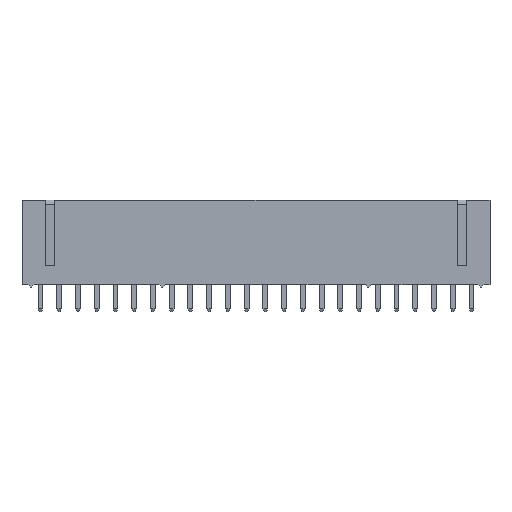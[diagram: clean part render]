
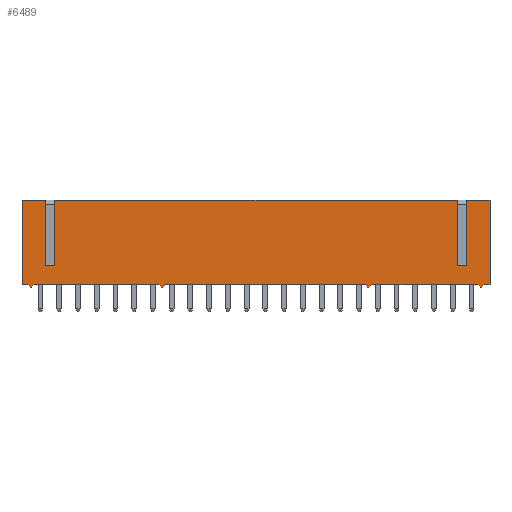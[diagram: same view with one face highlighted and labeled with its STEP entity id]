
A CAD part, front view. The second image highlights one B-rep face of the part: STEP entity #6489.
In plain terms, the highlighted planar face has unit normal (0, -1, 0).
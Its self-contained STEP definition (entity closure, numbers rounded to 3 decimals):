
#9=DIRECTION('',(1.,0.,0.));
#10=VECTOR('',#9,3.135);
#11=CARTESIAN_POINT('',(-31.71,-2.55,0.));
#12=LINE('',#11,#10);
#73=DIRECTION('',(1.,0.,0.));
#74=VECTOR('',#73,3.135);
#75=CARTESIAN_POINT('',(28.575,-2.55,0.));
#76=LINE('',#75,#74);
#121=DIRECTION('',(1.,0.,0.));
#122=VECTOR('',#121,54.61);
#123=CARTESIAN_POINT('',(-27.305,-2.55,0.));
#124=LINE('',#123,#122);
#233=DIRECTION('',(-0.707,0.,-0.707));
#234=VECTOR('',#233,0.537);
#235=CARTESIAN_POINT('',(-30.035,-2.55,-11.43));
#236=LINE('',#235,#234);
#237=DIRECTION('',(-1.,0.,0.));
#238=VECTOR('',#237,0.13);
#239=CARTESIAN_POINT('',(-30.415,-2.55,-11.81));
#240=LINE('',#239,#238);
#241=DIRECTION('',(-0.707,0.,0.707));
#242=VECTOR('',#241,0.537);
#243=CARTESIAN_POINT('',(-30.545,-2.55,-11.81));
#244=LINE('',#243,#242);
#245=DIRECTION('',(0.,0.,-1.));
#246=VECTOR('',#245,11.43);
#247=CARTESIAN_POINT('',(-31.71,-2.55,0.));
#248=LINE('',#247,#246);
#249=DIRECTION('',(0.,0.,-1.));
#250=VECTOR('',#249,8.89);
#251=CARTESIAN_POINT('',(-28.575,-2.55,0.));
#252=LINE('',#251,#250);
#253=DIRECTION('',(1.,0.,0.));
#254=VECTOR('',#253,1.27);
#255=CARTESIAN_POINT('',(-28.575,-2.55,-8.89));
#256=LINE('',#255,#254);
#257=DIRECTION('',(0.,0.,-1.));
#258=VECTOR('',#257,8.89);
#259=CARTESIAN_POINT('',(-27.305,-2.55,0.));
#260=LINE('',#259,#258);
#261=DIRECTION('',(0.,0.,-1.));
#262=VECTOR('',#261,8.89);
#263=CARTESIAN_POINT('',(27.305,-2.55,0.));
#264=LINE('',#263,#262);
#265=DIRECTION('',(1.,0.,0.));
#266=VECTOR('',#265,1.27);
#267=CARTESIAN_POINT('',(27.305,-2.55,-8.89));
#268=LINE('',#267,#266);
#269=DIRECTION('',(0.,0.,-1.));
#270=VECTOR('',#269,8.89);
#271=CARTESIAN_POINT('',(28.575,-2.55,0.));
#272=LINE('',#271,#270);
#273=DIRECTION('',(-0.707,0.,-0.707));
#274=VECTOR('',#273,0.537);
#275=CARTESIAN_POINT('',(30.925,-2.55,-11.43));
#276=LINE('',#275,#274);
#277=DIRECTION('',(-1.,0.,0.));
#278=VECTOR('',#277,0.13);
#279=CARTESIAN_POINT('',(30.545,-2.55,-11.81));
#280=LINE('',#279,#278);
#281=DIRECTION('',(-0.707,0.,0.707));
#282=VECTOR('',#281,0.537);
#283=CARTESIAN_POINT('',(30.415,-2.55,-11.81));
#284=LINE('',#283,#282);
#285=DIRECTION('',(-0.707,0.,-0.707));
#286=VECTOR('',#285,0.537);
#287=CARTESIAN_POINT('',(15.685,-2.55,-11.43));
#288=LINE('',#287,#286);
#289=DIRECTION('',(-1.,0.,0.));
#290=VECTOR('',#289,0.13);
#291=CARTESIAN_POINT('',(15.305,-2.55,-11.81));
#292=LINE('',#291,#290);
#293=DIRECTION('',(-0.707,0.,0.707));
#294=VECTOR('',#293,0.537);
#295=CARTESIAN_POINT('',(15.175,-2.55,-11.81));
#296=LINE('',#295,#294);
#297=DIRECTION('',(-0.707,0.,-0.707));
#298=VECTOR('',#297,0.537);
#299=CARTESIAN_POINT('',(-12.255,-2.55,-11.43));
#300=LINE('',#299,#298);
#301=DIRECTION('',(-1.,0.,0.));
#302=VECTOR('',#301,0.13);
#303=CARTESIAN_POINT('',(-12.635,-2.55,-11.81));
#304=LINE('',#303,#302);
#305=DIRECTION('',(-0.707,0.,0.707));
#306=VECTOR('',#305,0.537);
#307=CARTESIAN_POINT('',(-12.765,-2.55,-11.81));
#308=LINE('',#307,#306);
#313=DIRECTION('',(1.,0.,0.));
#314=VECTOR('',#313,0.785);
#315=CARTESIAN_POINT('',(30.925,-2.55,-11.43));
#316=LINE('',#315,#314);
#345=DIRECTION('',(1.,0.,0.));
#346=VECTOR('',#345,14.35);
#347=CARTESIAN_POINT('',(15.685,-2.55,-11.43));
#348=LINE('',#347,#346);
#361=DIRECTION('',(1.,0.,0.));
#362=VECTOR('',#361,27.05);
#363=CARTESIAN_POINT('',(-12.255,-2.55,-11.43));
#364=LINE('',#363,#362);
#377=DIRECTION('',(1.,0.,0.));
#378=VECTOR('',#377,16.89);
#379=CARTESIAN_POINT('',(-30.035,-2.55,-11.43));
#380=LINE('',#379,#378);
#417=DIRECTION('',(1.,0.,0.));
#418=VECTOR('',#417,0.785);
#419=CARTESIAN_POINT('',(-31.71,-2.55,-11.43));
#420=LINE('',#419,#418);
#953=DIRECTION('',(0.,0.,-1.));
#954=VECTOR('',#953,11.43);
#955=CARTESIAN_POINT('',(31.71,-2.55,0.));
#956=LINE('',#955,#954);
#4682=CARTESIAN_POINT('',(-31.71,-2.55,0.));
#4684=VERTEX_POINT('',#4682);
#4690=CARTESIAN_POINT('',(-31.71,-2.55,-11.43));
#4692=VERTEX_POINT('',#4690);
#4705=CARTESIAN_POINT('',(31.71,-2.55,0.));
#4707=VERTEX_POINT('',#4705);
#4721=CARTESIAN_POINT('',(31.71,-2.55,-11.43));
#4723=VERTEX_POINT('',#4721);
#4769=CARTESIAN_POINT('',(-28.575,-2.55,-8.89));
#4770=CARTESIAN_POINT('',(-27.305,-2.55,-8.89));
#4771=VERTEX_POINT('',#4769);
#4772=VERTEX_POINT('',#4770);
#4773=CARTESIAN_POINT('',(27.305,-2.55,-8.89));
#4774=CARTESIAN_POINT('',(28.575,-2.55,-8.89));
#4775=VERTEX_POINT('',#4773);
#4776=VERTEX_POINT('',#4774);
#4777=CARTESIAN_POINT('',(-28.575,-2.55,0.));
#4778=VERTEX_POINT('',#4777);
#4779=CARTESIAN_POINT('',(-27.305,-2.55,0.));
#4780=VERTEX_POINT('',#4779);
#4781=CARTESIAN_POINT('',(27.305,-2.55,0.));
#4782=VERTEX_POINT('',#4781);
#4783=CARTESIAN_POINT('',(28.575,-2.55,0.));
#4784=VERTEX_POINT('',#4783);
#4881=CARTESIAN_POINT('',(30.545,-2.55,-11.81));
#4882=CARTESIAN_POINT('',(30.415,-2.55,-11.81));
#4883=VERTEX_POINT('',#4881);
#4884=VERTEX_POINT('',#4882);
#4885=CARTESIAN_POINT('',(30.925,-2.55,-11.43));
#4887=VERTEX_POINT('',#4885);
#4889=CARTESIAN_POINT('',(30.035,-2.55,-11.43));
#4891=VERTEX_POINT('',#4889);
#4897=CARTESIAN_POINT('',(15.305,-2.55,-11.81));
#4898=CARTESIAN_POINT('',(15.175,-2.55,-11.81));
#4899=VERTEX_POINT('',#4897);
#4900=VERTEX_POINT('',#4898);
#4905=CARTESIAN_POINT('',(15.685,-2.55,-11.43));
#4906=VERTEX_POINT('',#4905);
#4907=CARTESIAN_POINT('',(14.795,-2.55,-11.43));
#4908=VERTEX_POINT('',#4907);
#4913=CARTESIAN_POINT('',(-12.635,-2.55,-11.81));
#4914=CARTESIAN_POINT('',(-12.765,-2.55,-11.81));
#4915=VERTEX_POINT('',#4913);
#4916=VERTEX_POINT('',#4914);
#4921=CARTESIAN_POINT('',(-12.255,-2.55,-11.43));
#4922=VERTEX_POINT('',#4921);
#4923=CARTESIAN_POINT('',(-13.145,-2.55,-11.43));
#4924=VERTEX_POINT('',#4923);
#4929=CARTESIAN_POINT('',(-30.415,-2.55,-11.81));
#4930=CARTESIAN_POINT('',(-30.545,-2.55,-11.81));
#4931=VERTEX_POINT('',#4929);
#4932=VERTEX_POINT('',#4930);
#4937=CARTESIAN_POINT('',(-30.035,-2.55,-11.43));
#4938=VERTEX_POINT('',#4937);
#4939=CARTESIAN_POINT('',(-30.925,-2.55,-11.43));
#4940=VERTEX_POINT('',#4939);
#6431=CARTESIAN_POINT('',(-31.71,-2.55,0.));
#6432=DIRECTION('',(0.,-1.,0.));
#6433=DIRECTION('',(1.,0.,0.));
#6434=AXIS2_PLACEMENT_3D('',#6431,#6432,#6433);
#6435=PLANE('',#6434);
#6437=ORIENTED_EDGE('',*,*,#6436,.F.);
#6439=ORIENTED_EDGE('',*,*,#6438,.T.);
#6441=ORIENTED_EDGE('',*,*,#6440,.T.);
#6443=ORIENTED_EDGE('',*,*,#6442,.T.);
#6445=ORIENTED_EDGE('',*,*,#6444,.F.);
#6447=ORIENTED_EDGE('',*,*,#6446,.F.);
#6448=ORIENTED_EDGE('',*,*,#6114,.T.);
#6449=ORIENTED_EDGE('',*,*,#6210,.T.);
#6451=ORIENTED_EDGE('',*,*,#6450,.T.);
#6453=ORIENTED_EDGE('',*,*,#6452,.F.);
#6454=ORIENTED_EDGE('',*,*,#6178,.T.);
#6456=ORIENTED_EDGE('',*,*,#6455,.T.);
#6458=ORIENTED_EDGE('',*,*,#6457,.T.);
#6459=ORIENTED_EDGE('',*,*,#6422,.F.);
#6460=ORIENTED_EDGE('',*,*,#6146,.T.);
#6462=ORIENTED_EDGE('',*,*,#6461,.T.);
#6464=ORIENTED_EDGE('',*,*,#6463,.F.);
#6466=ORIENTED_EDGE('',*,*,#6465,.T.);
#6468=ORIENTED_EDGE('',*,*,#6467,.T.);
#6470=ORIENTED_EDGE('',*,*,#6469,.T.);
#6472=ORIENTED_EDGE('',*,*,#6471,.F.);
#6474=ORIENTED_EDGE('',*,*,#6473,.T.);
#6476=ORIENTED_EDGE('',*,*,#6475,.T.);
#6478=ORIENTED_EDGE('',*,*,#6477,.T.);
#6480=ORIENTED_EDGE('',*,*,#6479,.F.);
#6482=ORIENTED_EDGE('',*,*,#6481,.T.);
#6484=ORIENTED_EDGE('',*,*,#6483,.T.);
#6486=ORIENTED_EDGE('',*,*,#6485,.T.);
#6487=EDGE_LOOP('',(#6437,#6439,#6441,#6443,#6445,#6447,#6448,#6449,#6451,#6453,
#6454,#6456,#6458,#6459,#6460,#6462,#6464,#6466,#6468,#6470,#6472,#6474,#6476,
#6478,#6480,#6482,#6484,#6486));
#6488=FACE_OUTER_BOUND('',#6487,.F.);
#6489=ADVANCED_FACE('',(#6488),#6435,.T.);
#6114=EDGE_CURVE('',#4684,#4778,#12,.T.);
#6146=EDGE_CURVE('',#4784,#4707,#76,.T.);
#6178=EDGE_CURVE('',#4780,#4782,#124,.T.);
#6210=EDGE_CURVE('',#4778,#4771,#252,.T.);
#6422=EDGE_CURVE('',#4784,#4776,#272,.T.);
#6436=EDGE_CURVE('',#4938,#4924,#380,.T.);
#6438=EDGE_CURVE('',#4938,#4931,#236,.T.);
#6440=EDGE_CURVE('',#4931,#4932,#240,.T.);
#6442=EDGE_CURVE('',#4932,#4940,#244,.T.);
#6444=EDGE_CURVE('',#4692,#4940,#420,.T.);
#6446=EDGE_CURVE('',#4684,#4692,#248,.T.);
#6450=EDGE_CURVE('',#4771,#4772,#256,.T.);
#6452=EDGE_CURVE('',#4780,#4772,#260,.T.);
#6455=EDGE_CURVE('',#4782,#4775,#264,.T.);
#6457=EDGE_CURVE('',#4775,#4776,#268,.T.);
#6461=EDGE_CURVE('',#4707,#4723,#956,.T.);
#6463=EDGE_CURVE('',#4887,#4723,#316,.T.);
#6465=EDGE_CURVE('',#4887,#4883,#276,.T.);
#6467=EDGE_CURVE('',#4883,#4884,#280,.T.);
#6469=EDGE_CURVE('',#4884,#4891,#284,.T.);
#6471=EDGE_CURVE('',#4906,#4891,#348,.T.);
#6473=EDGE_CURVE('',#4906,#4899,#288,.T.);
#6475=EDGE_CURVE('',#4899,#4900,#292,.T.);
#6477=EDGE_CURVE('',#4900,#4908,#296,.T.);
#6479=EDGE_CURVE('',#4922,#4908,#364,.T.);
#6481=EDGE_CURVE('',#4922,#4915,#300,.T.);
#6483=EDGE_CURVE('',#4915,#4916,#304,.T.);
#6485=EDGE_CURVE('',#4916,#4924,#308,.T.);
